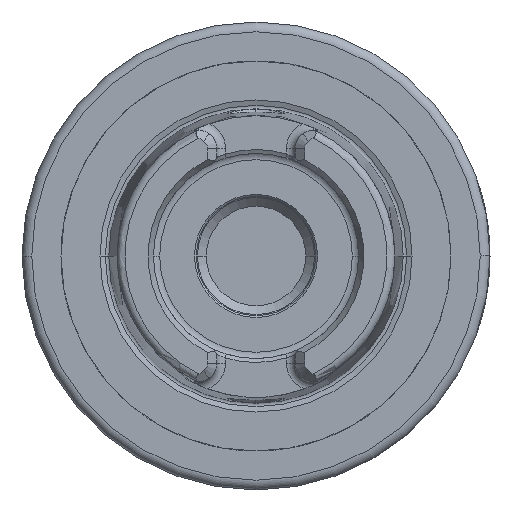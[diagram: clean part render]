
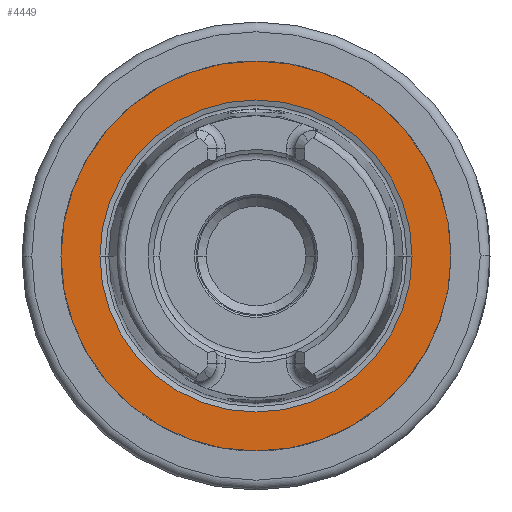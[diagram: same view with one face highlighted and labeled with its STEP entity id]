
A CAD part, left-side view. The second image highlights one B-rep face of the part: STEP entity #4449.
In plain terms, the highlighted planar face has unit normal (-1, 0, 0).
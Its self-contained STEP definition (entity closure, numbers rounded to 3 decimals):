
#848=CARTESIAN_POINT('',(0.,0.,0.));
#849=DIRECTION('',(1.,0.,0.));
#850=DIRECTION('',(0.,1.,0.));
#851=AXIS2_PLACEMENT_3D('',#848,#849,#850);
#853=CARTESIAN_POINT('',(0.,0.,0.));
#854=DIRECTION('',(-1.,0.,0.));
#855=DIRECTION('',(0.,1.,0.));
#856=AXIS2_PLACEMENT_3D('',#853,#854,#855);
#858=CARTESIAN_POINT('',(0.,0.,0.));
#859=DIRECTION('',(-1.,0.,0.));
#860=DIRECTION('',(0.,-1.,0.));
#861=AXIS2_PLACEMENT_3D('',#858,#859,#860);
#863=CARTESIAN_POINT('',(0.,0.,0.));
#864=DIRECTION('',(-1.,0.,0.));
#865=DIRECTION('',(0.,1.,0.));
#866=AXIS2_PLACEMENT_3D('',#863,#864,#865);
#2949=CARTESIAN_POINT('',(0.,-16.004,0.));
#2950=VERTEX_POINT('',#2949);
#2951=CARTESIAN_POINT('',(0.,16.004,0.));
#2952=VERTEX_POINT('',#2951);
#3279=CARTESIAN_POINT('',(0.,20.,0.));
#3280=CARTESIAN_POINT('',(0.,-20.,0.));
#3281=VERTEX_POINT('',#3279);
#3282=VERTEX_POINT('',#3280);
#4434=CARTESIAN_POINT('',(0.,0.,0.));
#4435=DIRECTION('',(1.,0.,0.));
#4436=DIRECTION('',(0.,-1.,0.));
#4437=AXIS2_PLACEMENT_3D('',#4434,#4435,#4436);
#4438=PLANE('',#4437);
#4440=ORIENTED_EDGE('',*,*,#4439,.T.);
#4442=ORIENTED_EDGE('',*,*,#4441,.F.);
#4443=EDGE_LOOP('',(#4440,#4442));
#4444=FACE_OUTER_BOUND('',#4443,.F.);
#4445=ORIENTED_EDGE('',*,*,#4429,.T.);
#4446=ORIENTED_EDGE('',*,*,#4413,.T.);
#4447=EDGE_LOOP('',(#4445,#4446));
#4448=FACE_BOUND('',#4447,.F.);
#4449=ADVANCED_FACE('',(#4444,#4448),#4438,.F.);
#852=CIRCLE('',#851,20.);
#857=CIRCLE('',#856,20.);
#862=CIRCLE('',#861,16.004);
#867=CIRCLE('',#866,16.004);
#4413=EDGE_CURVE('',#2952,#2950,#867,.T.);
#4429=EDGE_CURVE('',#2950,#2952,#862,.T.);
#4439=EDGE_CURVE('',#3281,#3282,#852,.T.);
#4441=EDGE_CURVE('',#3281,#3282,#857,.T.);
